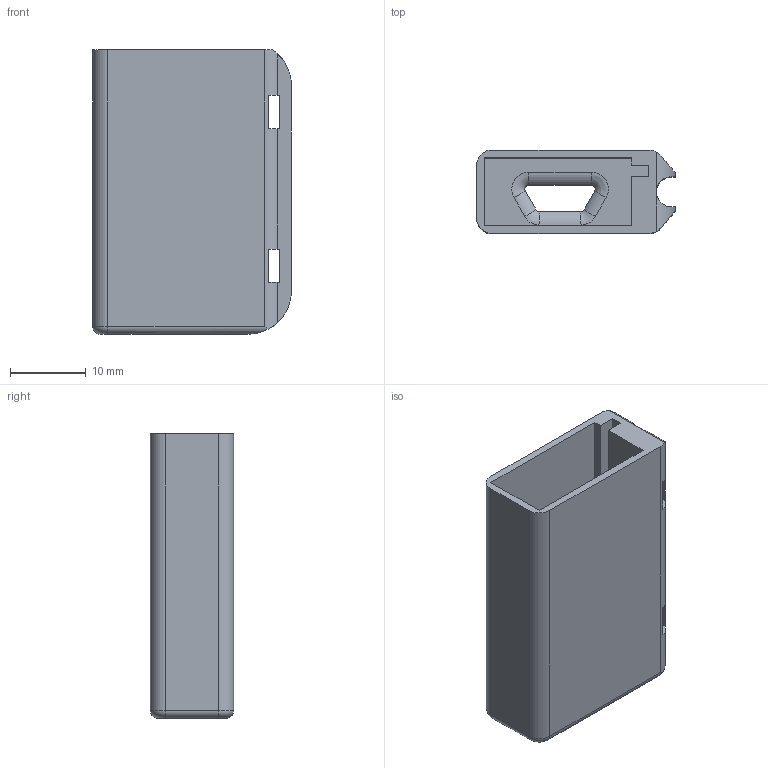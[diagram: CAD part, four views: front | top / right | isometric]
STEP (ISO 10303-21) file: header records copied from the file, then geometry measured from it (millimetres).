
FILE_DESCRIPTION(/* description */ ('STEP AP214'),/* implementation_level */ '2;1');
FILE_NAME(/* name */ '602c267364c515116cf2d45a',/* time_stamp */ '2021-02-16T20:09:24+00:00',/* author */ (''),/* organization */ (''),/* preprocessor_version */ 'ST-DEVELOPER v18.1',/* originating_system */ ' ',/* authorisation */ ' ');
FILE_SCHEMA (('AUTOMOTIVE_DESIGN {1 0 10303 214 3 1 1}'));
Length unit declared in the file: metre
Products named in the file (1): Caja receptor
Bounding box: 26.2 x 11 x 37.5 mm (x, y, z)
Volume: 3422.1 mm3; surface area: 5508.3 mm2
Topology: 1 solids, 1 shells, 59 faces, 176 edges, 114 vertices
Faces by surface type: plane 36, cylinder 16, torus 7
Full cylindrical faces by diameter (mm): 1.498 x1
Entity records: 2053 total; most frequent: CARTESIAN_POINT 398, ORIENTED_EDGE 348, DIRECTION 330, EDGE_CURVE 174, LINE 116, VECTOR 116, VERTEX_POINT 114, AXIS2_PLACEMENT_3D 107
